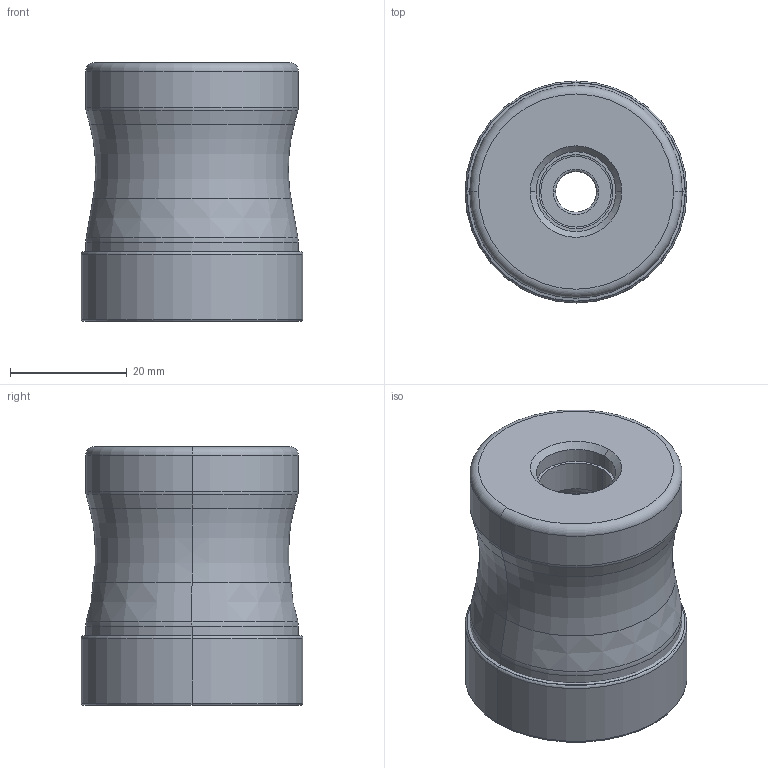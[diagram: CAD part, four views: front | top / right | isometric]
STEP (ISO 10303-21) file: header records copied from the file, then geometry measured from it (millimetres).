
FILE_DESCRIPTION(/* description */ (''),/* implementation_level */ '2;1');
FILE_NAME(/* name */ 'VPX300UR1_5004SA_IR0_016.stp',/* time_stamp */ '2025-08-29T15:08:41+09:00',/* author */ (''),/* organization */ (''),/* preprocessor_version */ 'ST-DEVELOPER v16',/* originating_system */ 'SIEMENS PLM Software NX 10.0',/* authorisation */ '');
FILE_SCHEMA (('AUTOMOTIVE_DESIGN { 1 0 10303 214 3 1 1 1 }'));
Length unit declared in the file: millimetre
Products named in the file (1): VPX300UR1_5004SA_IR0_016_ASM
Bounding box: 38.1 x 38.1 x 44.45 mm (x, y, z)
Volume: 44902 mm3; surface area: 11638.3 mm2
Topology: 2 solids, 2 shells, 96 faces, 260 edges, 191 vertices
Faces by surface type: torus 30, revolution 22, cone 16, cylinder 16, bspline 6, plane 6
Entity records: 4167 total; most frequent: CARTESIAN_POINT 1536, DIRECTION 594, ORIENTED_EDGE 480, AXIS2_PLACEMENT_3D 269, EDGE_CURVE 240, CIRCLE 193, VERTEX_POINT 150, EDGE_LOOP 102
